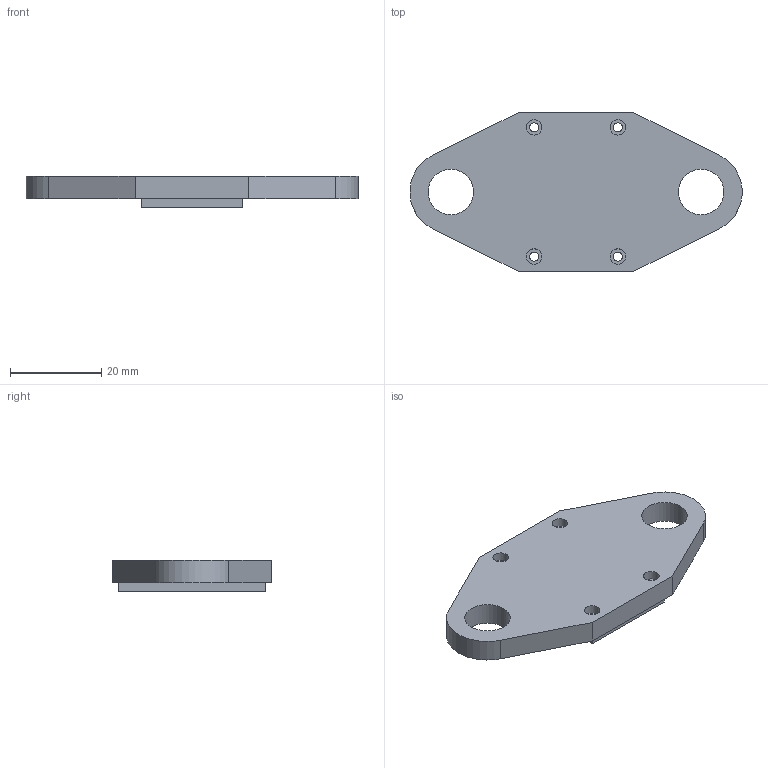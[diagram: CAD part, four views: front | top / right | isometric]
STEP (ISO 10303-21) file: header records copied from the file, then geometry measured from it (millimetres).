
FILE_DESCRIPTION(/* description */ (''),/* implementation_level */ '2;1');
FILE_NAME(/* name */ 'Mount_Wide.step',/* time_stamp */ '2026-02-16T18:41:31+01:00',/* author */ (''),/* organization */ (''),/* preprocessor_version */ 'ST-DEVELOPER v20.1',/* originating_system */ 'Autodesk Translation Framework v14.24.0.0',/* authorisation */ '');
FILE_SCHEMA (('AUTOMOTIVE_DESIGN { 1 0 10303 214 3 1 1 }'));
Length unit declared in the file: millimetre
Products named in the file (1): Mount_Wide
Bounding box: 72.93 x 35 x 7 mm (x, y, z)
Volume: 9164.1 mm3; surface area: 5399.1 mm2
Topology: 1 solids, 1 shells, 46 faces, 114 edges, 76 vertices
Faces by surface type: plane 30, cylinder 16
Full cylindrical faces by diameter (mm): 2 x4, 3.4 x4, 10 x2
Entity records: 1427 total; most frequent: DIRECTION 240, CARTESIAN_POINT 237, ORIENTED_EDGE 228, EDGE_CURVE 114, LINE 82, VECTOR 82, AXIS2_PLACEMENT_3D 79, VERTEX_POINT 76
